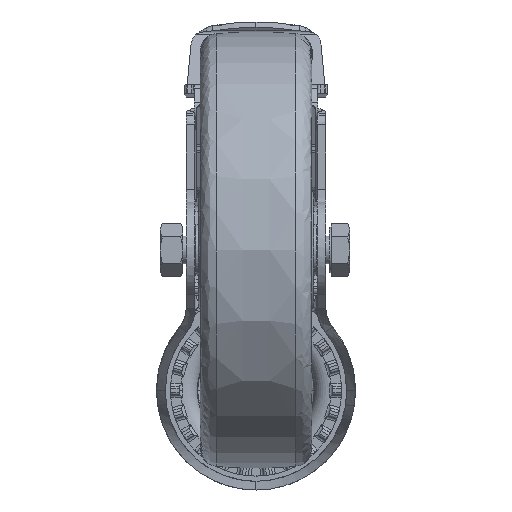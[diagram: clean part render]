
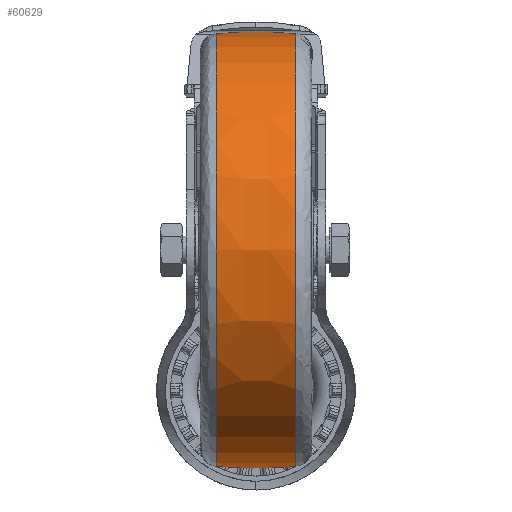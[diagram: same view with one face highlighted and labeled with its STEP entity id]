
A CAD part, front view. The second image highlights one B-rep face of the part: STEP entity #60629.
In plain terms, the highlighted free-form (B-spline) face has degree [3, 3] with [4, 4] control points.
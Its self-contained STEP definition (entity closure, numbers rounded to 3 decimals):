
#535 = CARTESIAN_POINT ( 'NONE',  ( 3.83, -125.352, -62.676 ) ) ;
#1116 = AXIS2_PLACEMENT_3D ( 'NONE', #4398, #50587, #11037 ) ;
#4398 = CARTESIAN_POINT ( 'NONE',  ( -11.458, 0., 0. ) ) ;
#7058 = AXIS2_PLACEMENT_3D ( 'NONE', #29145, #75440, #35770 ) ;
#7157 = CARTESIAN_POINT ( 'NONE',  ( 3.83, 0., 62.676 ) ) ;
#11037 = DIRECTION ( 'NONE',  ( 0., 0., 1. ) ) ;
#11907 =( BOUNDED_SURFACE ( )  B_SPLINE_SURFACE ( 3, 3, ( 
 ( #26544, #59761, #20157, #66425 ),
 ( #26815, #73087, #33460, #79765 ),
 ( #40043, #535, #46697, #7157 ),
 ( #53392, #13797, #60029, #20412 ) ),
 .UNSPECIFIED., .F., .F., .F. ) 
 B_SPLINE_SURFACE_WITH_KNOTS ( ( 4, 4 ),
 ( 4, 4 ),
 ( 0., 1. ),
 ( 0., 1. ),
 .UNSPECIFIED. ) 
 GEOMETRIC_REPRESENTATION_ITEM ( )  RATIONAL_B_SPLINE_SURFACE ( (
 ( 1., 0.333, 0.333, 1.),
 ( 0.997, 0.332, 0.332, 0.997),
 ( 0.997, 0.332, 0.332, 0.997),
 ( 1., 0.333, 0.333, 1.) ) ) 
 REPRESENTATION_ITEM ( '' )  SURFACE ( )  );
#12091 = VERTEX_POINT ( 'NONE', #24058 ) ;
#13566 = DIRECTION ( 'NONE',  ( 0., 1., 0. ) ) ;
#13797 = CARTESIAN_POINT ( 'NONE',  ( 11.458, -123.947, -61.974 ) ) ;
#15500 = CARTESIAN_POINT ( 'NONE',  ( 11.458, 0., 61.974 ) ) ;
#16428 = VERTEX_POINT ( 'NONE', #15500 ) ;
#20157 = CARTESIAN_POINT ( 'NONE',  ( -11.458, -123.947, 61.974 ) ) ;
#20412 = CARTESIAN_POINT ( 'NONE',  ( 11.458, 0., 61.974 ) ) ;
#23200 = FACE_OUTER_BOUND ( 'NONE', #52073, .T. ) ;
#24058 = CARTESIAN_POINT ( 'NONE',  ( -11.458, 0., -61.974 ) ) ;
#26544 = CARTESIAN_POINT ( 'NONE',  ( -11.458, 0., -61.974 ) ) ;
#26578 = DIRECTION ( 'NONE',  ( 0., -1., 0. ) ) ;
#26815 = CARTESIAN_POINT ( 'NONE',  ( -3.83, 0., -62.676 ) ) ;
#27622 = EDGE_CURVE ( 'NONE', #80602, #16428, #41688, .T. ) ;
#29145 = CARTESIAN_POINT ( 'NONE',  ( 11.458, 0., 0. ) ) ;
#29977 = EDGE_CURVE ( 'NONE', #80602, #12091, #53898, .T. ) ;
#30499 = CIRCLE ( 'NONE', #7058, 61.974 ) ;
#33460 = CARTESIAN_POINT ( 'NONE',  ( -3.83, -125.352, 62.676 ) ) ;
#35770 = DIRECTION ( 'NONE',  ( 0., 0., 1. ) ) ;
#37120 = ORIENTED_EDGE ( 'NONE', *, *, #70087, .T. ) ;
#40043 = CARTESIAN_POINT ( 'NONE',  ( 3.83, 0., -62.676 ) ) ;
#41273 = CARTESIAN_POINT ( 'NONE',  ( -11.458, 0., 61.974 ) ) ;
#41688 = CIRCLE ( 'NONE', #67964, 125. ) ;
#46697 = CARTESIAN_POINT ( 'NONE',  ( 3.83, -125.352, 62.676 ) ) ;
#47212 = AXIS2_PLACEMENT_3D ( 'NONE', #66168, #26578, #72843 ) ;
#50587 = DIRECTION ( 'NONE',  ( 1., 0., 0. ) ) ;
#52073 = EDGE_LOOP ( 'NONE', ( #57087, #60511, #37120, #85856 ) ) ;
#53172 = CARTESIAN_POINT ( 'NONE',  ( 0., 0., -62.5 ) ) ;
#53392 = CARTESIAN_POINT ( 'NONE',  ( 11.458, 0., -61.974 ) ) ;
#53898 = CIRCLE ( 'NONE', #1116, 61.974 ) ;
#57087 = ORIENTED_EDGE ( 'NONE', *, *, #29977, .T. ) ;
#59761 = CARTESIAN_POINT ( 'NONE',  ( -11.458, -123.947, -61.974 ) ) ;
#59797 = DIRECTION ( 'NONE',  ( 0., 0., 1. ) ) ;
#60029 = CARTESIAN_POINT ( 'NONE',  ( 11.458, -123.947, 61.974 ) ) ;
#60511 = ORIENTED_EDGE ( 'NONE', *, *, #78039, .T. ) ;
#60629 = ADVANCED_FACE ( 'NONE', ( #23200 ), #11907, .T. ) ;
#61256 = CARTESIAN_POINT ( 'NONE',  ( 11.458, 0., -61.974 ) ) ;
#66168 = CARTESIAN_POINT ( 'NONE',  ( 0., 0., 62.5 ) ) ;
#66425 = CARTESIAN_POINT ( 'NONE',  ( -11.458, 0., 61.974 ) ) ;
#67964 = AXIS2_PLACEMENT_3D ( 'NONE', #53172, #13566, #59797 ) ;
#70087 = EDGE_CURVE ( 'NONE', #84781, #16428, #30499, .T. ) ;
#72843 = DIRECTION ( 'NONE',  ( 0., 0., -1. ) ) ;
#73087 = CARTESIAN_POINT ( 'NONE',  ( -3.83, -125.352, -62.676 ) ) ;
#75440 = DIRECTION ( 'NONE',  ( -1., 0., 0. ) ) ;
#78039 = EDGE_CURVE ( 'NONE', #12091, #84781, #83600, .T. ) ;
#79765 = CARTESIAN_POINT ( 'NONE',  ( -3.83, 0., 62.676 ) ) ;
#80602 = VERTEX_POINT ( 'NONE', #41273 ) ;
#83600 = CIRCLE ( 'NONE', #47212, 125. ) ;
#84781 = VERTEX_POINT ( 'NONE', #61256 ) ;
#85856 = ORIENTED_EDGE ( 'NONE', *, *, #27622, .F. ) ;
